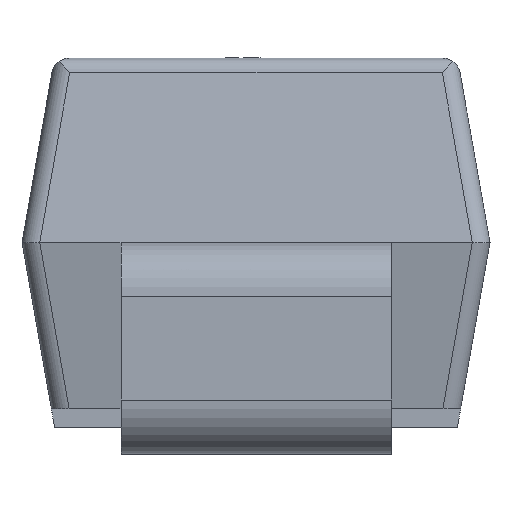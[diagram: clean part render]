
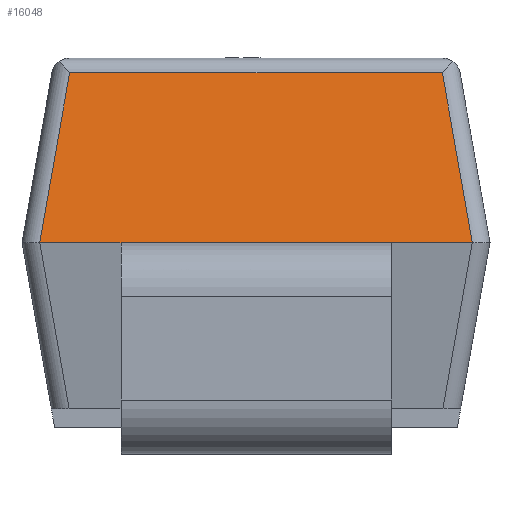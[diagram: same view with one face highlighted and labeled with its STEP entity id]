
A CAD part, left-side view. The second image highlights one B-rep face of the part: STEP entity #16048.
In plain terms, the highlighted planar face has unit normal (-0.985, 0, 0.174).
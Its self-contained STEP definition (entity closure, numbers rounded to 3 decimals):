
#29 = ORIENTED_EDGE ( 'NONE', *, *, #12908, .T. ) ;
#274 = CARTESIAN_POINT ( 'NONE',  ( -2.125, 1.3, 0. ) ) ;
#498 = VERTEX_POINT ( 'NONE', #11768 ) ;
#2321 = ORIENTED_EDGE ( 'NONE', *, *, #16491, .T. ) ;
#2445 = ORIENTED_EDGE ( 'NONE', *, *, #19800, .T. ) ;
#2538 = VECTOR ( 'NONE', #9948, 1000. ) ;
#3360 = VECTOR ( 'NONE', #6950, 1000. ) ;
#4043 = VERTEX_POINT ( 'NONE', #4827 ) ;
#4196 = VERTEX_POINT ( 'NONE', #18403 ) ;
#4569 = LINE ( 'NONE', #8018, #10517 ) ;
#4594 = ORIENTED_EDGE ( 'NONE', *, *, #15057, .T. ) ;
#4793 = ORIENTED_EDGE ( 'NONE', *, *, #7498, .T. ) ;
#4827 = CARTESIAN_POINT ( 'NONE',  ( -2.125, -1.202, 0. ) ) ;
#4922 = ORIENTED_EDGE ( 'NONE', *, *, #11639, .T. ) ;
#6892 = CARTESIAN_POINT ( 'NONE',  ( -1.959, 1.119, 0.942 ) ) ;
#6950 = DIRECTION ( 'NONE',  ( 0.171, 0.171, 0.97 ) ) ;
#7498 = EDGE_CURVE ( 'NONE', #19686, #4043, #21945, .T. ) ;
#8018 = CARTESIAN_POINT ( 'NONE',  ( -2.125, 1.3, 0. ) ) ;
#8438 = CARTESIAN_POINT ( 'NONE',  ( -2.125, 1.3, 0. ) ) ;
#8665 = VERTEX_POINT ( 'NONE', #11799 ) ;
#9948 = DIRECTION ( 'NONE',  ( 0., -1., 0. ) ) ;
#10517 = VECTOR ( 'NONE', #15120, 1000. ) ;
#10597 = LINE ( 'NONE', #15373, #3360 ) ;
#10709 = VECTOR ( 'NONE', #21911, 1000. ) ;
#11101 = CARTESIAN_POINT ( 'NONE',  ( -1.959, 1.035, 0.942 ) ) ;
#11639 = EDGE_CURVE ( 'NONE', #4043, #498, #10597, .T. ) ;
#11768 = CARTESIAN_POINT ( 'NONE',  ( -1.959, -1.035, 0.942 ) ) ;
#11799 = CARTESIAN_POINT ( 'NONE',  ( -2.125, 1.202, 0. ) ) ;
#12271 = VERTEX_POINT ( 'NONE', #11101 ) ;
#12908 = EDGE_CURVE ( 'NONE', #498, #12271, #13778, .T. ) ;
#13359 = PLANE ( 'NONE',  #18616 ) ;
#13670 = DIRECTION ( 'NONE',  ( 0., 1., 0. ) ) ;
#13778 = LINE ( 'NONE', #6892, #21108 ) ;
#13897 = LINE ( 'NONE', #20651, #16806 ) ;
#15020 = LINE ( 'NONE', #274, #10709 ) ;
#15057 = EDGE_CURVE ( 'NONE', #8665, #4196, #15020, .T. ) ;
#15120 = DIRECTION ( 'NONE',  ( 0., -1., 0. ) ) ;
#15161 = CARTESIAN_POINT ( 'NONE',  ( -2.125, 1.3, 0. ) ) ;
#15373 = CARTESIAN_POINT ( 'NONE',  ( -2.052, -1.128, 0.415 ) ) ;
#16048 = ADVANCED_FACE ( 'NONE', ( #20319 ), #13359, .T. ) ;
#16247 = DIRECTION ( 'NONE',  ( -0.171, 0.171, -0.97 ) ) ;
#16491 = EDGE_CURVE ( 'NONE', #4196, #19686, #4569, .T. ) ;
#16806 = VECTOR ( 'NONE', #16247, 1000. ) ;
#18403 = CARTESIAN_POINT ( 'NONE',  ( -2.125, 0.75, 0. ) ) ;
#18616 = AXIS2_PLACEMENT_3D ( 'NONE', #8438, #20101, #20201 ) ;
#19686 = VERTEX_POINT ( 'NONE', #19998 ) ;
#19800 = EDGE_CURVE ( 'NONE', #12271, #8665, #13897, .T. ) ;
#19998 = CARTESIAN_POINT ( 'NONE',  ( -2.125, -0.75, 0. ) ) ;
#20101 = DIRECTION ( 'NONE',  ( -0.985, 0., 0.174 ) ) ;
#20201 = DIRECTION ( 'NONE',  ( 0.174, 0., 0.985 ) ) ;
#20319 = FACE_OUTER_BOUND ( 'NONE', #20854, .T. ) ;
#20651 = CARTESIAN_POINT ( 'NONE',  ( -2.128, 1.204, -0.016 ) ) ;
#20854 = EDGE_LOOP ( 'NONE', ( #29, #2445, #4594, #2321, #4793, #4922 ) ) ;
#21108 = VECTOR ( 'NONE', #13670, 1000. ) ;
#21911 = DIRECTION ( 'NONE',  ( 0., -1., 0. ) ) ;
#21945 = LINE ( 'NONE', #15161, #2538 ) ;
